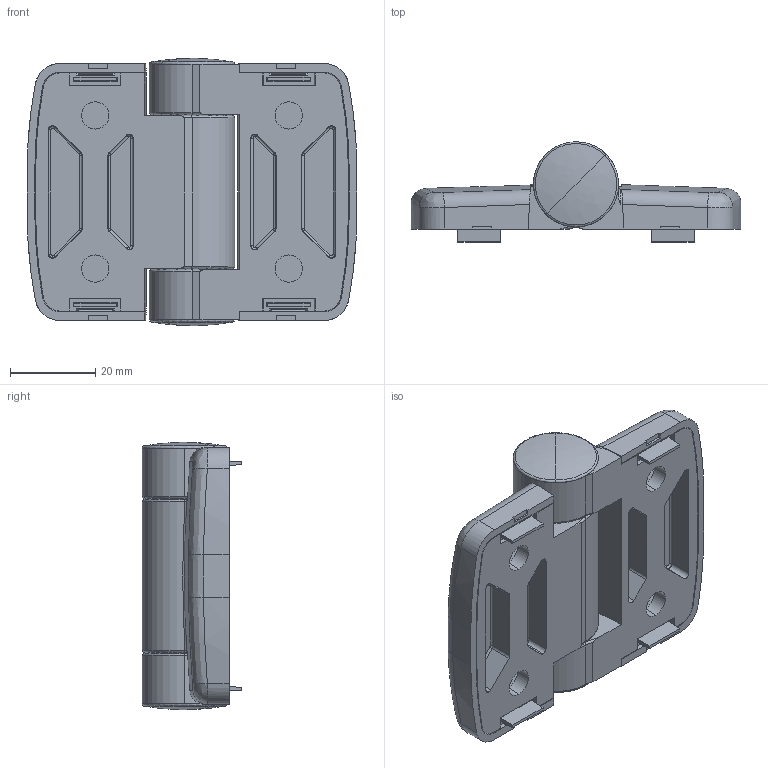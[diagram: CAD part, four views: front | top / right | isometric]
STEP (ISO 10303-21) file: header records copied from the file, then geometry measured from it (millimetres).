
FILE_DESCRIPTION (( 'STEP AP214' ), '1' );
FILE_NAME ('095sr4040a10.STEP', '2014-10-01T09:38:54', ( 'Not-Admin' ), ( 'Hewlett-Packard Company' ), 'SwSTEP 2.0', 'SolidWorks 2014', '' );
FILE_SCHEMA (( 'AUTOMOTIVE_DESIGN' ));
Length unit declared in the file: millimetre
Products named in the file (1): 095sr4040a10
Bounding box: 77.5 x 23.5 x 62.8 mm (x, y, z)
Volume: 43707.4 mm3; surface area: 36992.2 mm2
Topology: 13 solids, 13 shells, 1183 faces, 2972 edges, 1798 vertices
Faces by surface type: bspline 438, cylinder 353, plane 346, cone 46
Entity records: 59382 total; most frequent: CARTESIAN_POINT 20579, ORIENTED_EDGE 5878, DIRECTION 4934, EDGE_CURVE 2939, AXIS2_PLACEMENT_3D 1899, VERTEX_POINT 1798, EDGE_LOOP 1229, UNCERTAINTY_MEASURE_WITH_UNIT 1198
